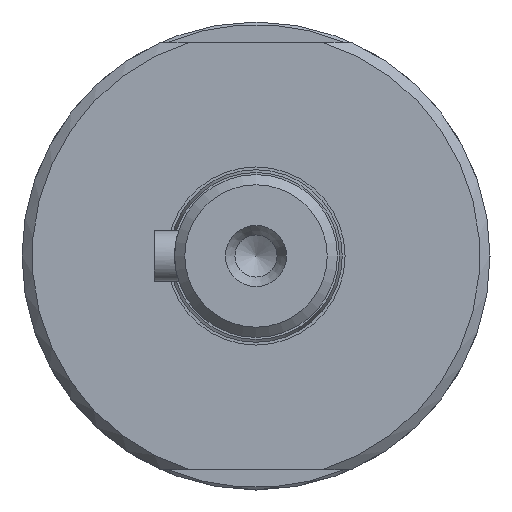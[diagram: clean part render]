
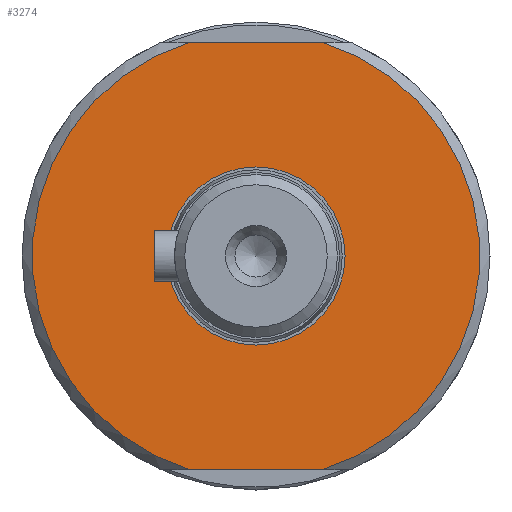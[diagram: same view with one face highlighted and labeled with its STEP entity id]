
A CAD part, left-side view. The second image highlights one B-rep face of the part: STEP entity #3274.
In plain terms, the highlighted planar face has unit normal (-1, 0, 0).
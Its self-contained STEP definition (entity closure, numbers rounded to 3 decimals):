
#282=FACE_BOUND('',#1186,.T.);
#524=LINE('',#5444,#790);
#525=LINE('',#5446,#791);
#790=VECTOR('',#4348,10.);
#791=VECTOR('',#4349,10.);
#995=FACE_OUTER_BOUND('',#1185,.T.);
#1185=EDGE_LOOP('',(#2864,#2865,#2866,#2867));
#1186=EDGE_LOOP('',(#2868,#2869));
#1318=CIRCLE('',#3560,8.75);
#1319=CIRCLE('',#3561,8.75);
#1321=CIRCLE('',#3564,22.);
#1322=CIRCLE('',#3566,22.);
#1604=VERTEX_POINT('',#5424);
#1605=VERTEX_POINT('',#5426);
#1606=VERTEX_POINT('',#5430);
#1609=VERTEX_POINT('',#5437);
#1610=VERTEX_POINT('',#5443);
#1611=VERTEX_POINT('',#5445);
#2032=EDGE_CURVE('',#1605,#1604,#1318,.T.);
#2033=EDGE_CURVE('',#1604,#1605,#1319,.T.);
#2037=EDGE_CURVE('',#1609,#1606,#1321,.T.);
#2038=EDGE_CURVE('',#1610,#1606,#524,.T.);
#2039=EDGE_CURVE('',#1609,#1611,#525,.T.);
#2040=EDGE_CURVE('',#1610,#1611,#1322,.T.);
#2864=ORIENTED_EDGE('',*,*,#2038,.T.);
#2865=ORIENTED_EDGE('',*,*,#2037,.F.);
#2866=ORIENTED_EDGE('',*,*,#2039,.T.);
#2867=ORIENTED_EDGE('',*,*,#2040,.F.);
#2868=ORIENTED_EDGE('',*,*,#2032,.T.);
#2869=ORIENTED_EDGE('',*,*,#2033,.T.);
#3117=PLANE('',#3565);
#3274=ADVANCED_FACE('',(#995,#282),#3117,.T.);
#3560=AXIS2_PLACEMENT_3D('',#5427,#4336,#4337);
#3561=AXIS2_PLACEMENT_3D('',#5428,#4338,#4339);
#3564=AXIS2_PLACEMENT_3D('',#5441,#4344,#4345);
#3565=AXIS2_PLACEMENT_3D('',#5442,#4346,#4347);
#3566=AXIS2_PLACEMENT_3D('',#5447,#4350,#4351);
#4336=DIRECTION('center_axis',(1.,0.,0.));
#4337=DIRECTION('ref_axis',(0.,-1.,0.));
#4338=DIRECTION('center_axis',(1.,0.,0.));
#4339=DIRECTION('ref_axis',(0.,-1.,0.));
#4344=DIRECTION('center_axis',(1.,0.,0.));
#4345=DIRECTION('ref_axis',(0.,-1.,0.));
#4346=DIRECTION('center_axis',(-1.,0.,0.));
#4347=DIRECTION('ref_axis',(0.,0.,
-1.));
#4348=DIRECTION('',(0.,1.,0.));
#4349=DIRECTION('',(0.,-1.,0.));
#4350=DIRECTION('center_axis',(1.,0.,0.));
#4351=DIRECTION('ref_axis',(0.,-1.,0.));
#5424=CARTESIAN_POINT('',(-140.5,8.75,0.));
#5426=CARTESIAN_POINT('',(-140.5,-8.75,0.));
#5427=CARTESIAN_POINT('Origin',(-140.5,0.,0.));
#5428=CARTESIAN_POINT('Origin',(-140.5,0.,0.));
#5430=CARTESIAN_POINT('',(-140.5,6.557,21.));
#5437=CARTESIAN_POINT('',(-140.5,6.557,-21.));
#5441=CARTESIAN_POINT('Origin',(-140.5,0.,0.));
#5442=CARTESIAN_POINT('Origin',(-140.5,-15.375,0.));
#5443=CARTESIAN_POINT('',(-140.5,-6.557,21.));
#5444=CARTESIAN_POINT('',(-140.5,0.91,21.));
#5445=CARTESIAN_POINT('',(-140.5,-6.557,-21.));
#5446=CARTESIAN_POINT('',(-140.5,-15.688,-21.));
#5447=CARTESIAN_POINT('Origin',(-140.5,0.,0.));
